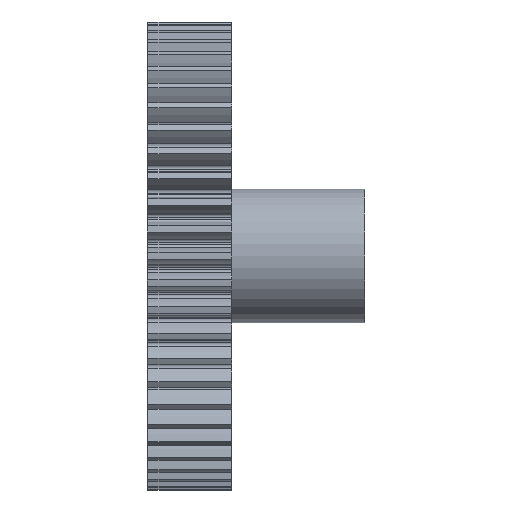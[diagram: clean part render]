
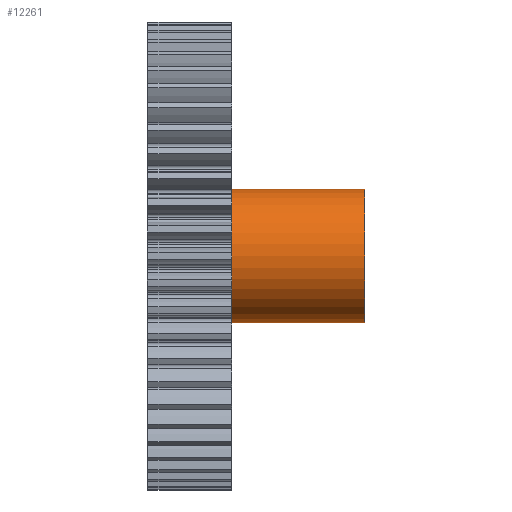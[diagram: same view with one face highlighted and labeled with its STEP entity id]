
A CAD part, front view. The second image highlights one B-rep face of the part: STEP entity #12261.
In plain terms, the highlighted cylindrical face has radius 4 mm (diameter 8 mm), a partial arc.
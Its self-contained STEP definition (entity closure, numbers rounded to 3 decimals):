
#780 = CYLINDRICAL_SURFACE ( 'NONE', #3785, 4. ) ;
#815 = VECTOR ( 'NONE', #7691, 1000. ) ;
#892 = DIRECTION ( 'NONE',  ( 0., 0., -1. ) ) ;
#923 = CARTESIAN_POINT ( 'NONE',  ( 10.46, 0., -4. ) ) ;
#1153 = LINE ( 'NONE', #2231, #815 ) ;
#1197 = DIRECTION ( 'NONE',  ( 1., 0., 0. ) ) ;
#1860 = VERTEX_POINT ( 'NONE', #8525 ) ;
#1882 = VERTEX_POINT ( 'NONE', #923 ) ;
#2103 = DIRECTION ( 'NONE',  ( -1., 0., 0. ) ) ;
#2231 = CARTESIAN_POINT ( 'NONE',  ( -13.894, 0., -4. ) ) ;
#2241 = VERTEX_POINT ( 'NONE', #9590 ) ;
#2851 = AXIS2_PLACEMENT_3D ( 'NONE', #5992, #10856, #892 ) ;
#3187 = VERTEX_POINT ( 'NONE', #8213 ) ;
#3416 = ORIENTED_EDGE ( 'NONE', *, *, #10466, .F. ) ;
#3785 = AXIS2_PLACEMENT_3D ( 'NONE', #5108, #12750, #9467 ) ;
#4209 = ORIENTED_EDGE ( 'NONE', *, *, #11393, .F. ) ;
#5108 = CARTESIAN_POINT ( 'NONE',  ( -13.894, 0., 0. ) ) ;
#5357 = DIRECTION ( 'NONE',  ( 0., 0., 1. ) ) ;
#5547 = VECTOR ( 'NONE', #1197, 1000. ) ;
#5749 = EDGE_CURVE ( 'NONE', #2241, #1882, #1153, .T. ) ;
#5992 = CARTESIAN_POINT ( 'NONE',  ( 10.46, 0., 0. ) ) ;
#6253 = CIRCLE ( 'NONE', #9444, 4. ) ;
#7618 = ORIENTED_EDGE ( 'NONE', *, *, #5749, .T. ) ;
#7691 = DIRECTION ( 'NONE',  ( 1., 0., 0. ) ) ;
#8213 = CARTESIAN_POINT ( 'NONE',  ( 2.5, 0., 4. ) ) ;
#8525 = CARTESIAN_POINT ( 'NONE',  ( 10.46, 0., 4. ) ) ;
#8983 = CIRCLE ( 'NONE', #2851, 4. ) ;
#9444 = AXIS2_PLACEMENT_3D ( 'NONE', #12009, #2103, #5357 ) ;
#9467 = DIRECTION ( 'NONE',  ( 0., 0., -1. ) ) ;
#9590 = CARTESIAN_POINT ( 'NONE',  ( 2.5, 0., -4. ) ) ;
#9634 = ORIENTED_EDGE ( 'NONE', *, *, #11334, .F. ) ;
#10263 = EDGE_LOOP ( 'NONE', ( #3416, #4209, #7618, #9634 ) ) ;
#10466 = EDGE_CURVE ( 'NONE', #3187, #1860, #10961, .T. ) ;
#10856 = DIRECTION ( 'NONE',  ( 1., 0., 0. ) ) ;
#10961 = LINE ( 'NONE', #11104, #5547 ) ;
#11104 = CARTESIAN_POINT ( 'NONE',  ( -13.894, 0., 4. ) ) ;
#11334 = EDGE_CURVE ( 'NONE', #1860, #1882, #8983, .T. ) ;
#11393 = EDGE_CURVE ( 'NONE', #2241, #3187, #6253, .T. ) ;
#12009 = CARTESIAN_POINT ( 'NONE',  ( 2.5, 0., 0. ) ) ;
#12261 = ADVANCED_FACE ( 'NONE', ( #12895 ), #780, .T. ) ;
#12750 = DIRECTION ( 'NONE',  ( 1., 0., 0. ) ) ;
#12895 = FACE_OUTER_BOUND ( 'NONE', #10263, .T. ) ;
